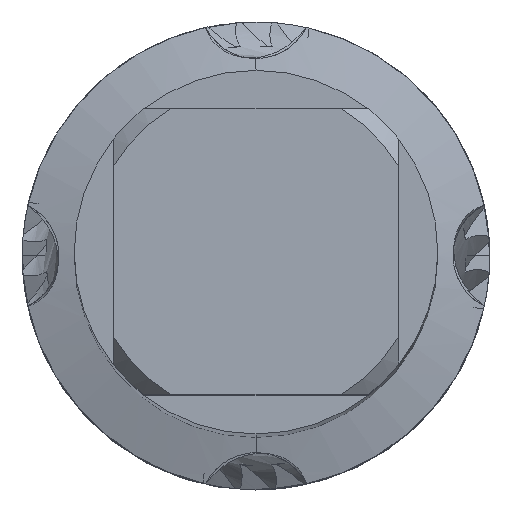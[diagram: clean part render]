
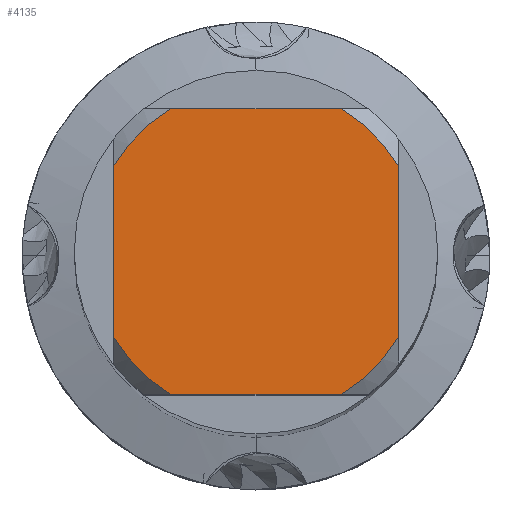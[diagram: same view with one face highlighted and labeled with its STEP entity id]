
A CAD part, top view. The second image highlights one B-rep face of the part: STEP entity #4135.
In plain terms, the highlighted planar face has unit normal (0, 0, 1).
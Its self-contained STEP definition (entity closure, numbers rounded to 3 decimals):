
#3005=EDGE_CURVE('',#5183,#5157,#7034,.T.);
#3071=VERTEX_POINT('',#7109);
#3647=EDGE_CURVE('',#4529,#3071,#7730,.T.);
#3793=EDGE_CURVE('',#5183,#5455,#7894,.T.);
#4041=EDGE_CURVE('',#5411,#3071,#8163,.T.);
#4135=ADVANCED_FACE('',(#8266),#8267,.T.);
#4175=EDGE_CURVE('',#4529,#5487,#8310,.T.);
#4529=VERTEX_POINT('',#8696);
#4983=VERTEX_POINT('',#9192);
#5119=EDGE_CURVE('',#5411,#5157,#9338,.T.);
#5157=VERTEX_POINT('',#9378);
#5183=VERTEX_POINT('',#9406);
#5411=VERTEX_POINT('',#9647);
#5455=VERTEX_POINT('',#9696);
#5487=VERTEX_POINT('',#9730);
#5645=EDGE_CURVE('',#4983,#5487,#9905,.T.);
#5871=EDGE_CURVE('',#4983,#5455,#10156,.T.);
#7034=CIRCLE('',#13009,6.4);
#7109=CARTESIAN_POINT('',(3.273,-5.5,0.0));
#7730=LINE('',#15094,#15095);
#7894=LINE('',#15406,#15407);
#8163=CIRCLE('',#16065,6.4);
#8266=FACE_OUTER_BOUND('',#16292,.T.);
#8267=PLANE('',#16293);
#8310=CIRCLE('',#16434,6.4);
#8696=CARTESIAN_POINT('',(-3.273,-5.5,0.0));
#9192=CARTESIAN_POINT('',(-5.5,3.273,0.0));
#9338=LINE('',#19697,#19698);
#9378=CARTESIAN_POINT('',(5.5,3.273,0.0));
#9406=CARTESIAN_POINT('',(3.273,5.5,0.0));
#9647=CARTESIAN_POINT('',(5.5,-3.273,0.0));
#9696=CARTESIAN_POINT('',(-3.273,5.5,0.0));
#9730=CARTESIAN_POINT('',(-5.5,-3.273,0.0));
#9905=LINE('',#22155,#22156);
#10156=CIRCLE('',#22661,6.4);
#13009=AXIS2_PLACEMENT_3D('',#23981,#23982,#23983);
#15094=CARTESIAN_POINT('',(0.0,-5.5,0.0));
#15095=VECTOR('',#24745,1.0);
#15406=CARTESIAN_POINT('',(0.0,5.5,0.0));
#15407=VECTOR('',#24945,1.0);
#16065=AXIS2_PLACEMENT_3D('',#25185,#25186,#25187);
#16292=EDGE_LOOP('',(#25296,#25297,#25298,#25299,#25300,#25301,#25302,#25303));
#16293=AXIS2_PLACEMENT_3D('',#25304,#25305,#25306);
#16434=AXIS2_PLACEMENT_3D('',#25336,#25337,#25338);
#19697=CARTESIAN_POINT('',(5.5,1.6,0.0));
#19698=VECTOR('',#26438,1.0);
#22155=CARTESIAN_POINT('',(-5.5,1.6,0.0));
#22156=VECTOR('',#27034,1.0);
#22661=AXIS2_PLACEMENT_3D('',#27330,#27331,#27332);
#23981=CARTESIAN_POINT('',(0.0,0.0,0.0));
#23982=DIRECTION('',(0.0,0.0,-1.0));
#23983=DIRECTION('',(0.0,1.0,0.0));
#24745=DIRECTION('',(1.0,0.0,0.0));
#24945=DIRECTION('',(-1.0,0.0,0.0));
#25185=CARTESIAN_POINT('',(0.0,0.0,0.0));
#25186=DIRECTION('',(0.0,0.0,-1.0));
#25187=DIRECTION('',(0.0,1.0,0.0));
#25296=ORIENTED_EDGE('',*,*,#5645,.T.);
#25297=ORIENTED_EDGE('',*,*,#4175,.F.);
#25298=ORIENTED_EDGE('',*,*,#3647,.T.);
#25299=ORIENTED_EDGE('',*,*,#4041,.F.);
#25300=ORIENTED_EDGE('',*,*,#5119,.T.);
#25301=ORIENTED_EDGE('',*,*,#3005,.F.);
#25302=ORIENTED_EDGE('',*,*,#3793,.T.);
#25303=ORIENTED_EDGE('',*,*,#5871,.F.);
#25304=CARTESIAN_POINT('',(0.0,3.2,0.0));
#25305=DIRECTION('',(-0.0,0.0,1.0));
#25306=DIRECTION('',(0.0,-1.0,0.0));
#25336=CARTESIAN_POINT('',(0.0,0.0,0.0));
#25337=DIRECTION('',(0.0,0.0,-1.0));
#25338=DIRECTION('',(0.0,1.0,0.0));
#26438=DIRECTION('',(-0.0,1.0,0.0));
#27034=DIRECTION('',(-0.0,-1.0,0.0));
#27330=CARTESIAN_POINT('',(0.0,0.0,0.0));
#27331=DIRECTION('',(0.0,0.0,-1.0));
#27332=DIRECTION('',(0.0,1.0,0.0));
